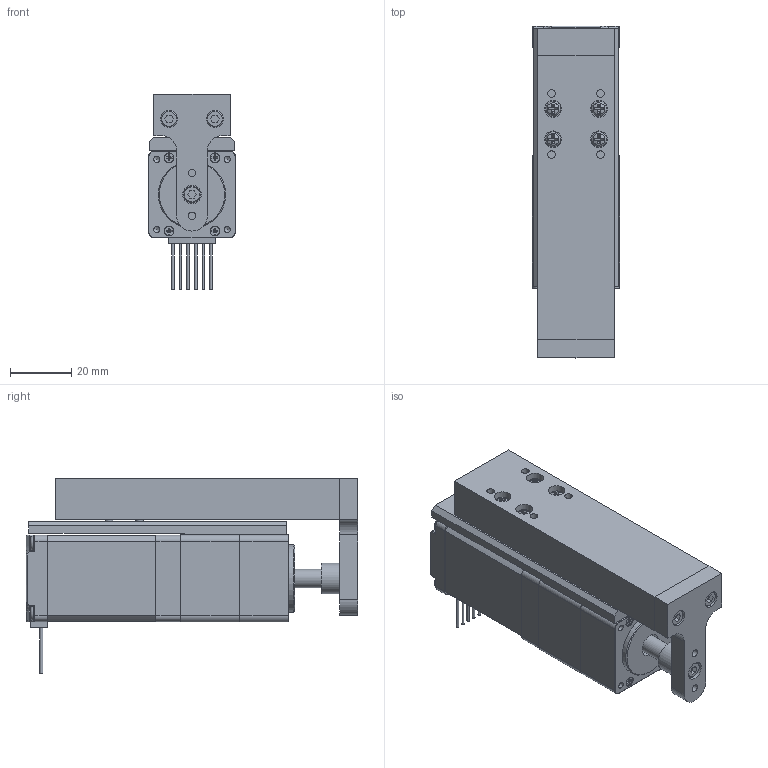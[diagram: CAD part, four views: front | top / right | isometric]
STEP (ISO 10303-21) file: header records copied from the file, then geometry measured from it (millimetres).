
FILE_DESCRIPTION( ( '' ), '1' );
FILE_NAME( 'MS225-09A-LNH0601A.stp', '2019-01-16T05:36:05', ( 'Dimamotor' ), ( 'Dimamotor' ), 'PSStep 17.0.49', ' ', ' ' );
FILE_SCHEMA( ( 'AUTOMOTIVE_DESIGN { 1 0 10303 214 1 1 1 1 }' ) );
Length unit declared in the file: millimetre
Products named in the file (17): MS225-09A-LNHA_本體; 步進MS225_上蓋_直線用; 步進MS225_下蓋_直線用; 步進MS225_定子_直線用; MS225-LNHA組件2; MS225-LNHA組件1; Screw_ANSI_B18.6.3_09F_UNF_No3x1_v12.00; Screw_ANSI_B18.6.3_02D_UNF_No1x1_v12.00; MS225-滑台組件1; MS225-09A-LNHA_滑台; MS225-滑台組件2; MS225-滑台組件3; Screw_ANSI_B18.6.3_09F_UNF_No3x1I2_v12.00; Screw_ANSI_B18_3_1M_A_M3x8_v12.00; MS225-滑台組件4; PRA-0601-00_S; Assem1
Assembly tree (27 placements, depth 3):
  Assem1
    MS225-09A-LNHA_本體
      步進MS225_上蓋_直線用
      步進MS225_下蓋_直線用
      步進MS225_定子_直線用
      MS225-LNHA組件2
      MS225-LNHA組件1
      Screw_ANSI_B18.6.3_09F_UNF_No3x1_v12.00  x4
      Screw_ANSI_B18.6.3_02D_UNF_No1x1_v12.00  x4
      MS225-滑台組件1
    MS225-09A-LNHA_滑台
      MS225-滑台組件2
      MS225-滑台組件3
      Screw_ANSI_B18.6.3_09F_UNF_No3x1I2_v12.00  x4
      Screw_ANSI_B18_3_1M_A_M3x8_v12.00  x3
      MS225-滑台組件4
      PRA-0601-00_S
Bounding box: 28.5 x 108.62 x 63.9 mm (x, y, z)
Volume: 94323.5 mm3; surface area: 44663 mm2
Topology: 25 solids, 25 shells, 719 faces, 1716 edges, 1082 vertices
Faces by surface type: plane 386, cylinder 220, cone 89, torus 14, sphere 10
Full cylindrical faces by diameter (mm): 0.9 x6, 1.854 x8, 2.05 x12, 2.3 x4, 2.459 x4, 2.5 x18, 2.515 x16, 2.7 x4, 2.997 x4, 3 x3, 3.2 x4, 3.3 x3, 5.5 x9, 6 x2, 6.2 x1, 6.6 x1, 7.5 x2, 8 x3, 10 x5, 22 x2, 25 x1
Entity records: 15077 total; most frequent: CARTESIAN_POINT 2122, DIRECTION 2071, ORIENTED_EDGE 1642, EDGE_CURVE 821, AXIS2_PLACEMENT_3D 817, EDGE_LOOP 633, VERTEX_POINT 588, FACE_OUTER_BOUND 506
